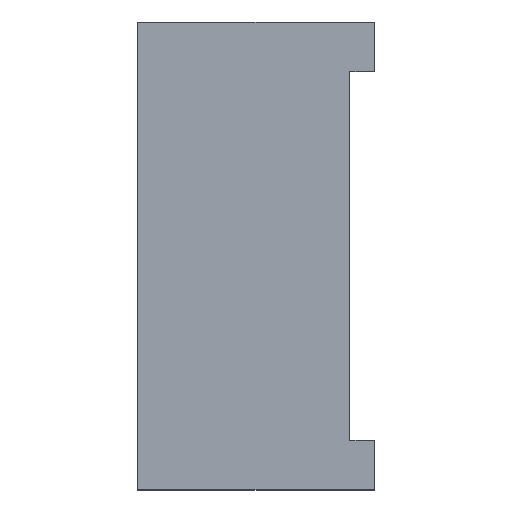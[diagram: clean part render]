
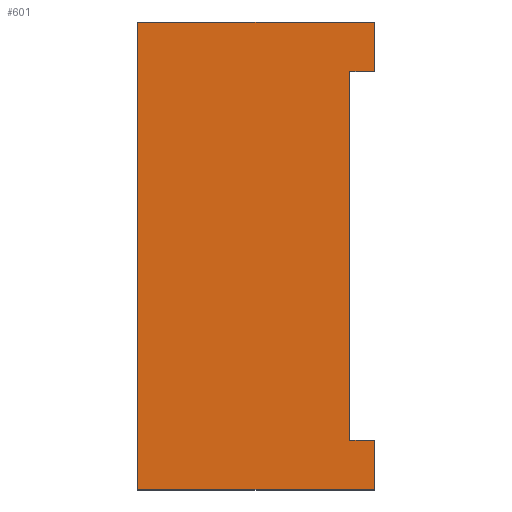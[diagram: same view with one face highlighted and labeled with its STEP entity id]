
A CAD part, top view. The second image highlights one B-rep face of the part: STEP entity #601.
In plain terms, the highlighted planar face has unit normal (0, 0, 1).
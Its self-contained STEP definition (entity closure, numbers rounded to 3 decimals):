
#3 = VECTOR ( 'NONE', #72, 1000. ) ;
#16 = LINE ( 'NONE', #324, #376 ) ;
#32 = DIRECTION ( 'NONE',  ( 0., 0., 1. ) ) ;
#33 = CARTESIAN_POINT ( 'NONE',  ( 4.83, -9.53, 9.53 ) ) ;
#49 = AXIS2_PLACEMENT_3D ( 'NONE', #346, #32, #302 ) ;
#51 = EDGE_CURVE ( 'NONE', #415, #53, #226, .T. ) ;
#53 = VERTEX_POINT ( 'NONE', #80 ) ;
#62 = CARTESIAN_POINT ( 'NONE',  ( 4.83, -9.53, 9.53 ) ) ;
#72 = DIRECTION ( 'NONE',  ( 1., 0., 0. ) ) ;
#74 = ORIENTED_EDGE ( 'NONE', *, *, #387, .F. ) ;
#77 = FACE_OUTER_BOUND ( 'NONE', #112, .T. ) ;
#80 = CARTESIAN_POINT ( 'NONE',  ( 0., -9.53, 9.53 ) ) ;
#90 = VERTEX_POINT ( 'NONE', #184 ) ;
#112 = EDGE_LOOP ( 'NONE', ( #74, #570, #333, #177, #445, #240, #506, #285 ) ) ;
#118 = VECTOR ( 'NONE', #196, 1000. ) ;
#127 = VERTEX_POINT ( 'NONE', #309 ) ;
#139 = CARTESIAN_POINT ( 'NONE',  ( 4.83, -9.53, 9.53 ) ) ;
#161 = CARTESIAN_POINT ( 'NONE',  ( 4.83, -8.53, 9.53 ) ) ;
#164 = VECTOR ( 'NONE', #519, 1000. ) ;
#177 = ORIENTED_EDGE ( 'NONE', *, *, #313, .T. ) ;
#184 = CARTESIAN_POINT ( 'NONE',  ( 4.83, 0., 9.53 ) ) ;
#185 = EDGE_CURVE ( 'NONE', #90, #588, #569, .T. ) ;
#188 = VERTEX_POINT ( 'NONE', #591 ) ;
#189 = VECTOR ( 'NONE', #581, 1000. ) ;
#196 = DIRECTION ( 'NONE',  ( 0., 1., 0. ) ) ;
#220 = CARTESIAN_POINT ( 'NONE',  ( 4.83, 0., 9.53 ) ) ;
#221 = CARTESIAN_POINT ( 'NONE',  ( 0., 0., 9.53 ) ) ;
#226 = LINE ( 'NONE', #33, #342 ) ;
#228 = CARTESIAN_POINT ( 'NONE',  ( 4.83, -9.53, 9.53 ) ) ;
#240 = ORIENTED_EDGE ( 'NONE', *, *, #557, .F. ) ;
#276 = DIRECTION ( 'NONE',  ( 0., 1., 0. ) ) ;
#280 = EDGE_CURVE ( 'NONE', #127, #188, #370, .T. ) ;
#285 = ORIENTED_EDGE ( 'NONE', *, *, #353, .T. ) ;
#288 = EDGE_CURVE ( 'NONE', #188, #430, #495, .T. ) ;
#289 = VERTEX_POINT ( 'NONE', #161 ) ;
#302 = DIRECTION ( 'NONE',  ( 0., -1., 0. ) ) ;
#309 = CARTESIAN_POINT ( 'NONE',  ( 4.33, -8.53, 9.53 ) ) ;
#313 = EDGE_CURVE ( 'NONE', #430, #90, #354, .T. ) ;
#324 = CARTESIAN_POINT ( 'NONE',  ( 0., -9.53, 9.53 ) ) ;
#333 = ORIENTED_EDGE ( 'NONE', *, *, #288, .T. ) ;
#342 = VECTOR ( 'NONE', #540, 1000. ) ;
#346 = CARTESIAN_POINT ( 'NONE',  ( 4.83, -9.53, 9.53 ) ) ;
#353 = EDGE_CURVE ( 'NONE', #415, #289, #421, .T. ) ;
#354 = LINE ( 'NONE', #62, #118 ) ;
#357 = DIRECTION ( 'NONE',  ( 0., 1., 0. ) ) ;
#362 = CARTESIAN_POINT ( 'NONE',  ( 4.33, -8.53, 9.53 ) ) ;
#370 = LINE ( 'NONE', #483, #189 ) ;
#374 = CARTESIAN_POINT ( 'NONE',  ( 4.83, -1., 9.53 ) ) ;
#376 = VECTOR ( 'NONE', #276, 1000. ) ;
#387 = EDGE_CURVE ( 'NONE', #127, #289, #533, .T. ) ;
#390 = CARTESIAN_POINT ( 'NONE',  ( 4.33, -1., 9.53 ) ) ;
#415 = VERTEX_POINT ( 'NONE', #228 ) ;
#421 = LINE ( 'NONE', #139, #548 ) ;
#430 = VERTEX_POINT ( 'NONE', #374 ) ;
#444 = DIRECTION ( 'NONE',  ( -1., 0., 0. ) ) ;
#445 = ORIENTED_EDGE ( 'NONE', *, *, #185, .T. ) ;
#483 = CARTESIAN_POINT ( 'NONE',  ( 4.33, -8.53, 9.53 ) ) ;
#495 = LINE ( 'NONE', #390, #3 ) ;
#506 = ORIENTED_EDGE ( 'NONE', *, *, #51, .F. ) ;
#519 = DIRECTION ( 'NONE',  ( 1., 0., 0. ) ) ;
#533 = LINE ( 'NONE', #362, #164 ) ;
#540 = DIRECTION ( 'NONE',  ( -1., 0., 0. ) ) ;
#541 = PLANE ( 'NONE',  #49 ) ;
#548 = VECTOR ( 'NONE', #357, 1000. ) ;
#552 = VECTOR ( 'NONE', #444, 1000. ) ;
#557 = EDGE_CURVE ( 'NONE', #53, #588, #16, .T. ) ;
#569 = LINE ( 'NONE', #220, #552 ) ;
#570 = ORIENTED_EDGE ( 'NONE', *, *, #280, .T. ) ;
#581 = DIRECTION ( 'NONE',  ( 0., 1., 0. ) ) ;
#588 = VERTEX_POINT ( 'NONE', #221 ) ;
#591 = CARTESIAN_POINT ( 'NONE',  ( 4.33, -1., 9.53 ) ) ;
#601 = ADVANCED_FACE ( 'NONE', ( #77 ), #541, .T. ) ;
